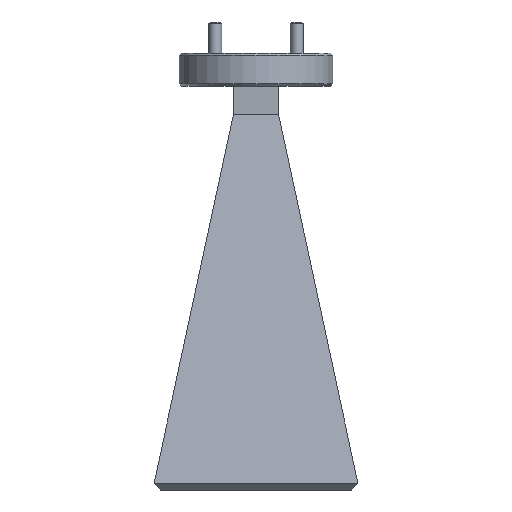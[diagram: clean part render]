
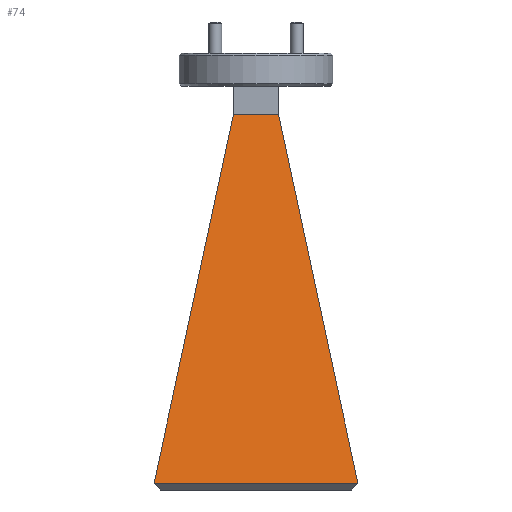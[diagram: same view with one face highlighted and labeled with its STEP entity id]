
A CAD part, front view. The second image highlights one B-rep face of the part: STEP entity #74.
In plain terms, the highlighted planar face has unit normal (0, -0.984, 0.177).
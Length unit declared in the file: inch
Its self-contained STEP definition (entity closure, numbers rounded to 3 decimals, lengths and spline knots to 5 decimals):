
#74 = ADVANCED_FACE ( 'NONE', ( #1074 ), #1274, .T. ) ;
#92 = LINE ( 'NONE', #658, #2357 ) ;
#112 = ORIENTED_EDGE ( 'NONE', *, *, #935, .T. ) ;
#182 = ORIENTED_EDGE ( 'NONE', *, *, #1295, .T. ) ;
#249 = CARTESIAN_POINT ( 'NONE',  ( 0., -0.03005, 0.00541 ) ) ;
#255 = EDGE_CURVE ( 'NONE', #2592, #1487, #2048, .T. ) ;
#268 = DIRECTION ( 'NONE',  ( 0., -0.984, 0.177 ) ) ;
#436 = CARTESIAN_POINT ( 'NONE',  ( -0.11, -0.085, -0.3 ) ) ;
#472 = EDGE_CURVE ( 'NONE', #2221, #2264, #1381, .T. ) ;
#475 = LINE ( 'NONE', #634, #884 ) ;
#603 = ORIENTED_EDGE ( 'NONE', *, *, #472, .F. ) ;
#634 = CARTESIAN_POINT ( 'NONE',  ( 0., -0.085, -0.3 ) ) ;
#650 = DIRECTION ( 'NONE',  ( 0., -0.177, -0.984 ) ) ;
#658 = CARTESIAN_POINT ( 'NONE',  ( 0., -0.4084, -2.09738 ) ) ;
#822 = ORIENTED_EDGE ( 'NONE', *, *, #255, .T. ) ;
#884 = VECTOR ( 'NONE', #1450, 39.37008 ) ;
#935 = EDGE_CURVE ( 'NONE', #2221, #2592, #475, .T. ) ;
#1074 = FACE_OUTER_BOUND ( 'NONE', #2584, .T. ) ;
#1274 = PLANE ( 'NONE',  #2307 ) ;
#1295 = EDGE_CURVE ( 'NONE', #1487, #2264, #92, .T. ) ;
#1342 = VECTOR ( 'NONE', #1829, 39.37008 ) ;
#1371 = DIRECTION ( 'NONE',  ( 0.207, -0.173, -0.963 ) ) ;
#1381 = LINE ( 'NONE', #2365, #2308 ) ;
#1394 = CARTESIAN_POINT ( 'NONE',  ( -0.11, -0.085, -0.3 ) ) ;
#1450 = DIRECTION ( 'NONE',  ( -1., 0., 0. ) ) ;
#1474 = CARTESIAN_POINT ( 'NONE',  ( 0.11, -0.085, -0.3 ) ) ;
#1487 = VERTEX_POINT ( 'NONE', #2278 ) ;
#1507 = DIRECTION ( 'NONE',  ( 1., 0., 0. ) ) ;
#1829 = DIRECTION ( 'NONE',  ( -0.207, -0.173, -0.963 ) ) ;
#2048 = LINE ( 'NONE', #436, #1342 ) ;
#2186 = CARTESIAN_POINT ( 'NONE',  ( 0.4972, -0.4084, -2.09738 ) ) ;
#2221 = VERTEX_POINT ( 'NONE', #1474 ) ;
#2264 = VERTEX_POINT ( 'NONE', #2186 ) ;
#2278 = CARTESIAN_POINT ( 'NONE',  ( -0.4972, -0.4084, -2.09738 ) ) ;
#2307 = AXIS2_PLACEMENT_3D ( 'NONE', #249, #268, #650 ) ;
#2308 = VECTOR ( 'NONE', #1371, 39.37008 ) ;
#2357 = VECTOR ( 'NONE', #1507, 39.37008 ) ;
#2365 = CARTESIAN_POINT ( 'NONE',  ( 0.11, -0.085, -0.3 ) ) ;
#2584 = EDGE_LOOP ( 'NONE', ( #822, #182, #603, #112 ) ) ;
#2592 = VERTEX_POINT ( 'NONE', #1394 ) ;
